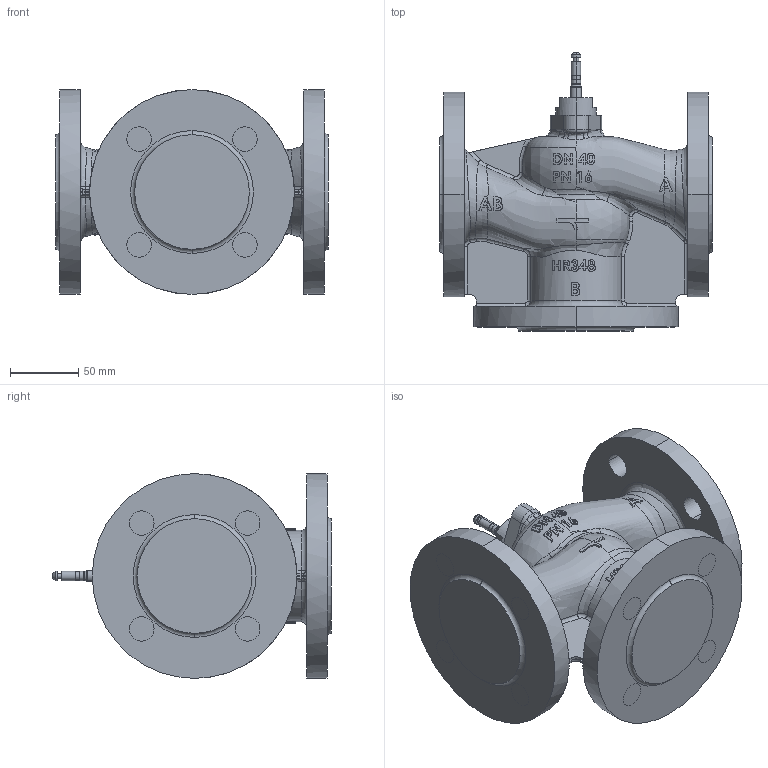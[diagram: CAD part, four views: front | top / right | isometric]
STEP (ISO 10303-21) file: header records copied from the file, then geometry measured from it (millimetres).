
FILE_DESCRIPTION (( 'STEP AP203' ), '1' );
FILE_NAME ('316_DN40_DEF.STEP', '2012-02-14T06:25:15', ( 'test' ), ( '' ), 'SwSTEP 2.0', 'SolidWorks 2011', '' );
FILE_SCHEMA (( 'CONFIG_CONTROL_DESIGN' ));
Products named in the file (1): 316_DN40_DEF
Bounding box: 200.6 x 204.44 x 150.45 mm (x, y, z)
Volume: 1684203 mm3; surface area: 203258 mm2
Topology: 1 solids, 3 shells, 760 faces, 1972 edges, 1281 vertices
Faces by surface type: plane 321, bspline 263, cylinder 107, torus 29, sphere 29, cone 11
Entity records: 146422 total; most frequent: CARTESIAN_POINT 129942, ORIENTED_EDGE 3932, DIRECTION 2586, EDGE_CURVE 1966, VERTEX_POINT 1281, AXIS2_PLACEMENT_3D 988, B_SPLINE_CURVE_WITH_KNOTS 842, EDGE_LOOP 829
